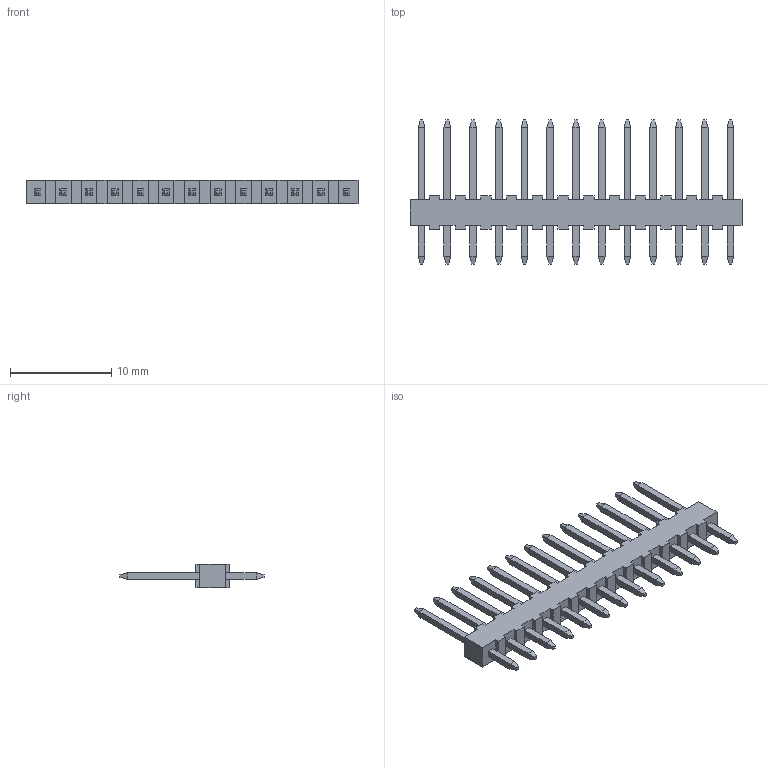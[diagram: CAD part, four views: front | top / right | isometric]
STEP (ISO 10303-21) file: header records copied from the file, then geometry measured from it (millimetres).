
FILE_DESCRIPTION((''),'2;1');
FILE_NAME('022032131','2014-06-05T',('me'),(''),'PRO/ENGINEER BY PARAMETRIC TECHNOLOGY CORPORATION, 2011490','PRO/ENGINEER BY PARAMETRIC TECHNOLOGY CORPORATION, 2011490','');
FILE_SCHEMA(('CONFIG_CONTROL_DESIGN'));
Length unit declared in the file: inch
Products named in the file (1): 022032131
Bounding box: 32.77 x 14.22 x 2.36 mm (x, y, z)
Volume: 280.8 mm3; surface area: 773 mm2
Topology: 1 solids, 1 shells, 336 faces, 846 edges, 538 vertices
Faces by surface type: plane 336
Entity records: 9756 total; most frequent: CARTESIAN_POINT 1695, ORIENTED_EDGE 1640, DIRECTION 1546, VECTOR 820, LINE 820, EDGE_CURVE 820, VERTEX_POINT 512, AXIS2_PLACEMENT_3D 363
